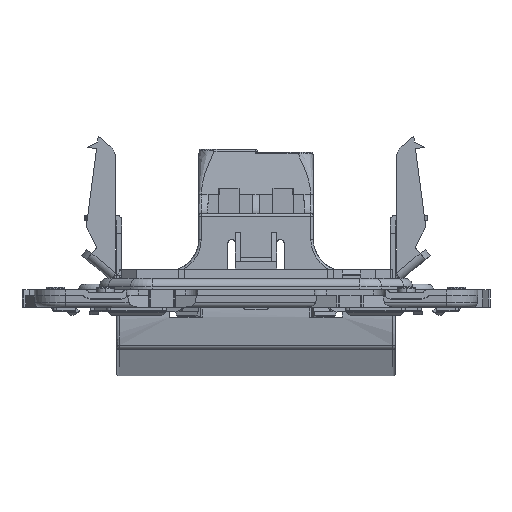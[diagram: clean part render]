
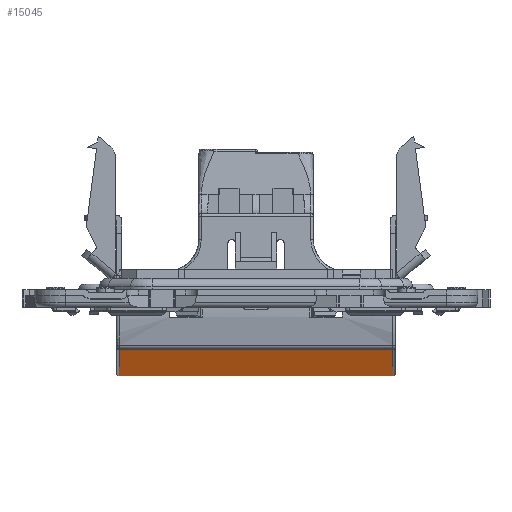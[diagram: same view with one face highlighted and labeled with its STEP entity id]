
A CAD part, left-side view. The second image highlights one B-rep face of the part: STEP entity #15045.
In plain terms, the highlighted planar face has unit normal (-0.104, 0, -0.995).
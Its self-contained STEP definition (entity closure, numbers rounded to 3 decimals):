
#1419 = VECTOR ( 'NONE', #32061, 1000. ) ;
#2024 = FACE_OUTER_BOUND ( 'NONE', #65600, .T. ) ;
#9943 = CARTESIAN_POINT ( 'NONE',  ( -81.28, 132.615, -8.556 ) ) ;
#12085 = CARTESIAN_POINT ( 'NONE',  ( -101.308, 88.915, -6.451 ) ) ;
#14154 = VERTEX_POINT ( 'NONE', #25031 ) ;
#14356 = ORIENTED_EDGE ( 'NONE', *, *, #35386, .T. ) ;
#14691 = AXIS2_PLACEMENT_3D ( 'NONE', #28210, #48617, #75242 ) ;
#15045 = ADVANCED_FACE ( 'NONE', ( #2024 ), #83230, .T. ) ;
#23973 = LINE ( 'NONE', #30621, #69266 ) ;
#25031 = CARTESIAN_POINT ( 'NONE',  ( -121.336, 88.915, -4.346 ) ) ;
#28210 = CARTESIAN_POINT ( 'NONE',  ( -101.308, 130.829, -6.451 ) ) ;
#30621 = CARTESIAN_POINT ( 'NONE',  ( -81.28, 110.765, -8.556 ) ) ;
#31427 = ORIENTED_EDGE ( 'NONE', *, *, #47621, .F. ) ;
#32061 = DIRECTION ( 'NONE',  ( 0.995, 0., -0.105 ) ) ;
#35386 = EDGE_CURVE ( 'NONE', #67305, #55888, #39454, .T. ) ;
#36910 = VECTOR ( 'NONE', #74805, 1000. ) ;
#39454 = LINE ( 'NONE', #66500, #45850 ) ;
#44043 = VERTEX_POINT ( 'NONE', #82576 ) ;
#45850 = VECTOR ( 'NONE', #46533, 1000. ) ;
#46533 = DIRECTION ( 'NONE',  ( 0.995, 0., -0.105 ) ) ;
#47621 = EDGE_CURVE ( 'NONE', #14154, #44043, #53794, .T. ) ;
#48617 = DIRECTION ( 'NONE',  ( -0.105, 0., -0.995 ) ) ;
#48993 = ORIENTED_EDGE ( 'NONE', *, *, #80030, .T. ) ;
#50147 = DIRECTION ( 'NONE',  ( 0., 1., 0. ) ) ;
#53780 = CARTESIAN_POINT ( 'NONE',  ( -121.336, 132.615, -4.346 ) ) ;
#53794 = LINE ( 'NONE', #12085, #1419 ) ;
#55888 = VERTEX_POINT ( 'NONE', #9943 ) ;
#60649 = LINE ( 'NONE', #62387, #36910 ) ;
#62387 = CARTESIAN_POINT ( 'NONE',  ( -121.336, 130.829, -4.346 ) ) ;
#65600 = EDGE_LOOP ( 'NONE', ( #48993, #14356, #78455, #31427 ) ) ;
#66500 = CARTESIAN_POINT ( 'NONE',  ( -101.308, 132.615, -6.451 ) ) ;
#67305 = VERTEX_POINT ( 'NONE', #53780 ) ;
#69266 = VECTOR ( 'NONE', #50147, 1000. ) ;
#74805 = DIRECTION ( 'NONE',  ( 0., 1., 0. ) ) ;
#75242 = DIRECTION ( 'NONE',  ( -0.995, 0., 0.105 ) ) ;
#77065 = EDGE_CURVE ( 'NONE', #44043, #55888, #23973, .T. ) ;
#78455 = ORIENTED_EDGE ( 'NONE', *, *, #77065, .F. ) ;
#80030 = EDGE_CURVE ( 'NONE', #14154, #67305, #60649, .T. ) ;
#82576 = CARTESIAN_POINT ( 'NONE',  ( -81.28, 88.915, -8.556 ) ) ;
#83230 = PLANE ( 'NONE',  #14691 ) ;
